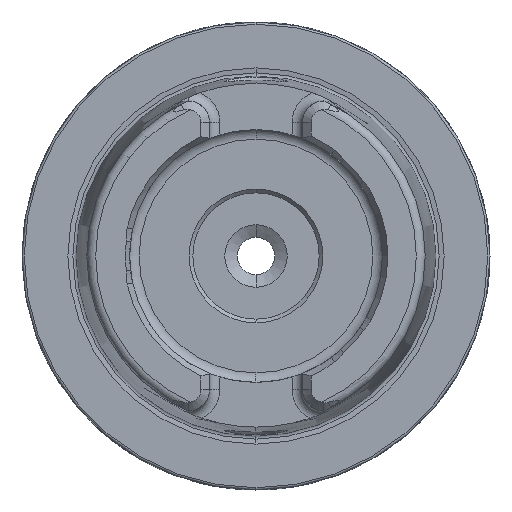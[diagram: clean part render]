
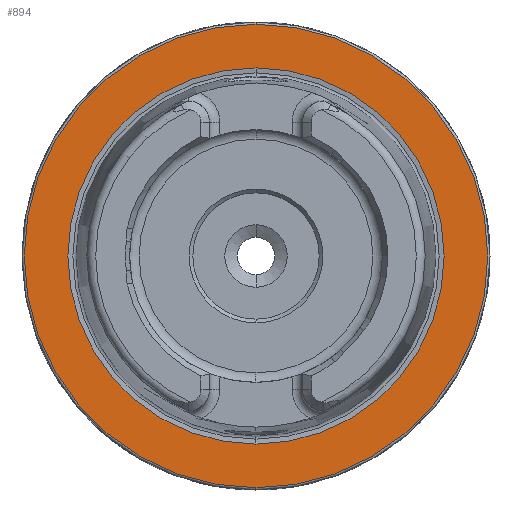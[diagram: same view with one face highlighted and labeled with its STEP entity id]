
A CAD part, left-side view. The second image highlights one B-rep face of the part: STEP entity #894.
In plain terms, the highlighted planar face has unit normal (-1, 0, 0).
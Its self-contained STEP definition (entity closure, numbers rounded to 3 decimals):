
#359 = CIRCLE ( 'NONE', #6748, 31.2 ) ;
#360 = CIRCLE ( 'NONE', #6749, 25.324 ) ;
#711 = CIRCLE ( 'NONE', #6883, 25.324 ) ;
#720 = CIRCLE ( 'NONE', #6886, 31.2 ) ;
#894 = ADVANCED_FACE ( 'NONE', ( #8181, #8182 ), #8357, .F. ) ;
#1565 = CARTESIAN_POINT ( 'NONE',  ( 0., 0., -31.2 ) ) ;
#1768 = CARTESIAN_POINT ( 'NONE',  ( 0., 0., 0. ) ) ;
#1769 = DIRECTION ( 'NONE',  ( -1., 0., 0. ) ) ;
#1770 = DIRECTION ( 'NONE',  ( 0., 0., 1. ) ) ;
#1771 = CARTESIAN_POINT ( 'NONE',  ( 0., 0., 0. ) ) ;
#1772 = DIRECTION ( 'NONE',  ( -1., 0., 0. ) ) ;
#1773 = DIRECTION ( 'NONE',  ( 0., 0., 1. ) ) ;
#1903 = VERTEX_POINT ( 'NONE', #6122 ) ;
#1905 = VERTEX_POINT ( 'NONE', #6115 ) ;
#2063 = VERTEX_POINT ( 'NONE', #6201 ) ;
#2343 = EDGE_LOOP ( 'NONE', ( #8343, #8323 ) ) ;
#2356 = EDGE_LOOP ( 'NONE', ( #8311, #8313 ) ) ;
#2843 = EDGE_CURVE ( 'NONE', #5016, #1905, #359, .T. ) ;
#2844 = EDGE_CURVE ( 'NONE', #1903, #2063, #360, .T. ) ;
#3158 = AXIS2_PLACEMENT_3D ( 'NONE', #8372, #8368, #7068 ) ;
#5016 = VERTEX_POINT ( 'NONE', #1565 ) ;
#5343 = EDGE_CURVE ( 'NONE', #2063, #1903, #711, .T. ) ;
#5347 = EDGE_CURVE ( 'NONE', #1905, #5016, #720, .T. ) ;
#5504 = CARTESIAN_POINT ( 'NONE',  ( 0., 0., 0. ) ) ;
#5505 = DIRECTION ( 'NONE',  ( -1., 0., 0. ) ) ;
#5506 = DIRECTION ( 'NONE',  ( 0., 0., 1. ) ) ;
#5515 = CARTESIAN_POINT ( 'NONE',  ( 0., 0., 0. ) ) ;
#5516 = DIRECTION ( 'NONE',  ( -1., 0., 0. ) ) ;
#5517 = DIRECTION ( 'NONE',  ( 0., 0., 1. ) ) ;
#6115 = CARTESIAN_POINT ( 'NONE',  ( 0., 0., 31.2 ) ) ;
#6122 = CARTESIAN_POINT ( 'NONE',  ( 0., 0., 25.324 ) ) ;
#6201 = CARTESIAN_POINT ( 'NONE',  ( 0., 0., -25.324 ) ) ;
#6748 = AXIS2_PLACEMENT_3D ( 'NONE', #1768, #1769, #1770 ) ;
#6749 = AXIS2_PLACEMENT_3D ( 'NONE', #1771, #1772, #1773 ) ;
#6883 = AXIS2_PLACEMENT_3D ( 'NONE', #5504, #5505, #5506 ) ;
#6886 = AXIS2_PLACEMENT_3D ( 'NONE', #5515, #5516, #5517 ) ;
#7068 = DIRECTION ( 'NONE',  ( 0., 0., -1. ) ) ;
#8181 = FACE_BOUND ( 'NONE', #2356, .T. ) ;
#8182 = FACE_OUTER_BOUND ( 'NONE', #2343, .T. ) ;
#8311 = ORIENTED_EDGE ( 'NONE', *, *, #2844, .F. ) ;
#8313 = ORIENTED_EDGE ( 'NONE', *, *, #5343, .F. ) ;
#8323 = ORIENTED_EDGE ( 'NONE', *, *, #2843, .T. ) ;
#8343 = ORIENTED_EDGE ( 'NONE', *, *, #5347, .T. ) ;
#8357 = PLANE ( 'NONE',  #3158 ) ;
#8368 = DIRECTION ( 'NONE',  ( 1., 0., 0. ) ) ;
#8372 = CARTESIAN_POINT ( 'NONE',  ( 0., 31.2, 0. ) ) ;
